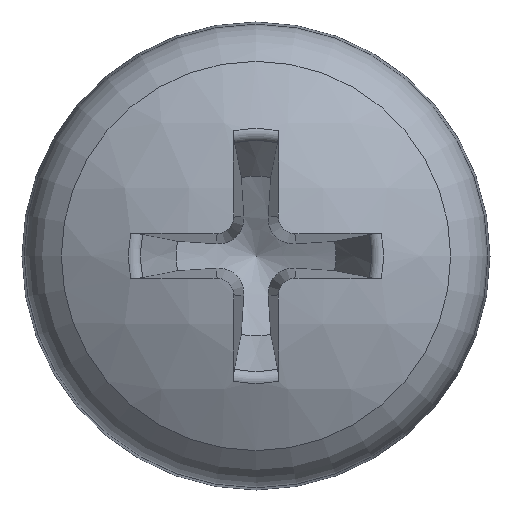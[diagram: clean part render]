
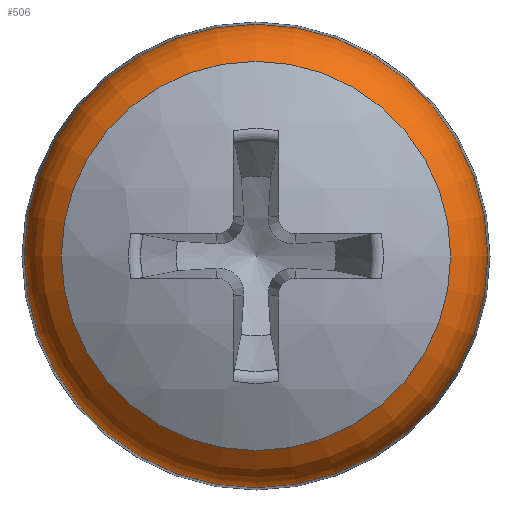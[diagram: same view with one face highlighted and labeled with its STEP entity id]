
A CAD part, left-side view. The second image highlights one B-rep face of the part: STEP entity #506.
In plain terms, the highlighted toroidal (fillet/blend) face has major radius 2.662 mm and minor radius 1.3 mm.
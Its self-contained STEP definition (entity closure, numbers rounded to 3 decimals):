
#46=TOROIDAL_SURFACE('',#573,2.662,1.3);
#70=FACE_OUTER_BOUND('',#100,.T.);
#100=EDGE_LOOP('',(#371,#372,#373,#374,#375));
#182=CIRCLE('',#574,3.961);
#183=CIRCLE('',#575,1.3);
#184=CIRCLE('',#576,3.327);
#185=CIRCLE('',#577,3.961);
#226=VERTEX_POINT('',#904);
#227=VERTEX_POINT('',#905);
#228=VERTEX_POINT('',#907);
#284=EDGE_CURVE('',#226,#227,#182,.T.);
#285=EDGE_CURVE('',#227,#228,#183,.T.);
#286=EDGE_CURVE('',#228,#228,#184,.T.);
#287=EDGE_CURVE('',#227,#226,#185,.T.);
#371=ORIENTED_EDGE('',*,*,#284,.T.);
#372=ORIENTED_EDGE('',*,*,#285,.T.);
#373=ORIENTED_EDGE('',*,*,#286,.T.);
#374=ORIENTED_EDGE('',*,*,#285,.F.);
#375=ORIENTED_EDGE('',*,*,#287,.T.);
#506=ADVANCED_FACE('',(#70),#46,.T.);
#573=AXIS2_PLACEMENT_3D('',#903,#675,#676);
#574=AXIS2_PLACEMENT_3D('',#906,#677,#678);
#575=AXIS2_PLACEMENT_3D('',#908,#679,#680);
#576=AXIS2_PLACEMENT_3D('',#909,#681,#682);
#577=AXIS2_PLACEMENT_3D('',#910,#683,#684);
#675=DIRECTION('center_axis',(1.,0.,0.));
#676=DIRECTION('ref_axis',(0.,0.,-1.));
#677=DIRECTION('center_axis',(-1.,0.,0.));
#678=DIRECTION('ref_axis',(0.,-1.,0.));
#679=DIRECTION('center_axis',(0.,-1.,0.));
#680=DIRECTION('ref_axis',(0.,0.,1.));
#681=DIRECTION('center_axis',(1.,0.,0.));
#682=DIRECTION('ref_axis',(0.,-1.,0.));
#683=DIRECTION('center_axis',(-1.,0.,0.));
#684=DIRECTION('ref_axis',(0.,-1.,0.));
#903=CARTESIAN_POINT('Origin',(-1.067,0.,0.));
#904=CARTESIAN_POINT('',(-1.112,-3.961,0.));
#905=CARTESIAN_POINT('',(-1.112,0.,3.961));
#906=CARTESIAN_POINT('Origin',(-1.112,0.,0.));
#907=CARTESIAN_POINT('',(-2.184,0.,3.327));
#908=CARTESIAN_POINT('Origin',(-1.067,0.,
2.662));
#909=CARTESIAN_POINT('Origin',(-2.184,0.,0.));
#910=CARTESIAN_POINT('Origin',(-1.112,0.,0.));
